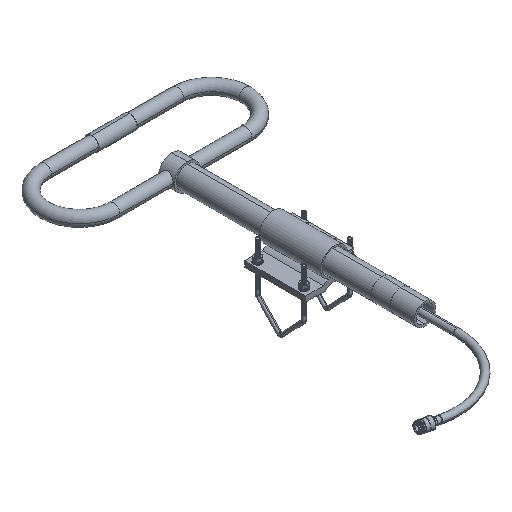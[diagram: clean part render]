
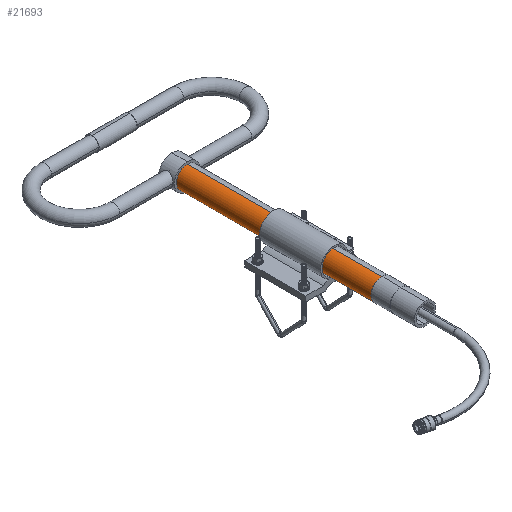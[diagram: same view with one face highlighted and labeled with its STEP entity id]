
A CAD part, isometric view. The second image highlights one B-rep face of the part: STEP entity #21693.
In plain terms, the highlighted cylindrical face has radius 16 mm (diameter 32 mm), a partial arc.
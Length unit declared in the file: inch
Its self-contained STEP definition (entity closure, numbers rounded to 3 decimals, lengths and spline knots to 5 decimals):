
#1059 = VERTEX_POINT ( 'NONE', #4265 ) ;
#1319 = CARTESIAN_POINT ( 'NONE',  ( 0., 0., -0.62992 ) ) ;
#4265 = CARTESIAN_POINT ( 'NONE',  ( 0., 0., 0.62992 ) ) ;
#4287 = AXIS2_PLACEMENT_3D ( 'NONE', #11098, #33106, #18924 ) ;
#5715 = VERTEX_POINT ( 'NONE', #14738 ) ;
#5936 = EDGE_LOOP ( 'NONE', ( #20949, #16020, #33756, #35749 ) ) ;
#7230 = EDGE_CURVE ( 'NONE', #5715, #17010, #14469, .T. ) ;
#8258 = CYLINDRICAL_SURFACE ( 'NONE', #33414, 0.62992 ) ;
#9328 = VECTOR ( 'NONE', #27482, 39.37008 ) ;
#9932 = DIRECTION ( 'NONE',  ( 0., 0., -1. ) ) ;
#10679 = CARTESIAN_POINT ( 'NONE',  ( 0., -11.3189, 0. ) ) ;
#11098 = CARTESIAN_POINT ( 'NONE',  ( 0., 0., 0. ) ) ;
#11955 = EDGE_CURVE ( 'NONE', #17010, #27325, #24503, .T. ) ;
#13826 = DIRECTION ( 'NONE',  ( 0., 1., 0. ) ) ;
#14469 = CIRCLE ( 'NONE', #22209, 0.62992 ) ;
#14738 = CARTESIAN_POINT ( 'NONE',  ( 0., -11.3189, 0.62992 ) ) ;
#16020 = ORIENTED_EDGE ( 'NONE', *, *, #7230, .F. ) ;
#16734 = VECTOR ( 'NONE', #32749, 39.37008 ) ;
#17010 = VERTEX_POINT ( 'NONE', #17066 ) ;
#17066 = CARTESIAN_POINT ( 'NONE',  ( 0., -11.3189, -0.62992 ) ) ;
#18924 = DIRECTION ( 'NONE',  ( 0., 0., 1. ) ) ;
#19769 = CIRCLE ( 'NONE', #4287, 0.62992 ) ;
#20949 = ORIENTED_EDGE ( 'NONE', *, *, #11955, .F. ) ;
#21185 = LINE ( 'NONE', #32377, #16734 ) ;
#21693 = ADVANCED_FACE ( 'NONE', ( #31535 ), #8258, .T. ) ;
#21874 = DIRECTION ( 'NONE',  ( 0., -1., 0. ) ) ;
#22209 = AXIS2_PLACEMENT_3D ( 'NONE', #10679, #21874, #9932 ) ;
#22216 = EDGE_CURVE ( 'NONE', #5715, #1059, #21185, .T. ) ;
#22624 = EDGE_CURVE ( 'NONE', #27325, #1059, #19769, .T. ) ;
#24503 = LINE ( 'NONE', #26420, #9328 ) ;
#26420 = CARTESIAN_POINT ( 'NONE',  ( 0., -13.8189, -0.62992 ) ) ;
#27325 = VERTEX_POINT ( 'NONE', #1319 ) ;
#27482 = DIRECTION ( 'NONE',  ( 0., 1., 0. ) ) ;
#28024 = CARTESIAN_POINT ( 'NONE',  ( 0., -13.8189, 0. ) ) ;
#31535 = FACE_OUTER_BOUND ( 'NONE', #5936, .T. ) ;
#32377 = CARTESIAN_POINT ( 'NONE',  ( 0., -13.8189, 0.62992 ) ) ;
#32749 = DIRECTION ( 'NONE',  ( 0., 1., 0. ) ) ;
#33106 = DIRECTION ( 'NONE',  ( 0., 1., 0. ) ) ;
#33414 = AXIS2_PLACEMENT_3D ( 'NONE', #28024, #13826, #36588 ) ;
#33756 = ORIENTED_EDGE ( 'NONE', *, *, #22216, .T. ) ;
#35749 = ORIENTED_EDGE ( 'NONE', *, *, #22624, .F. ) ;
#36588 = DIRECTION ( 'NONE',  ( 0., 0., 1. ) ) ;
